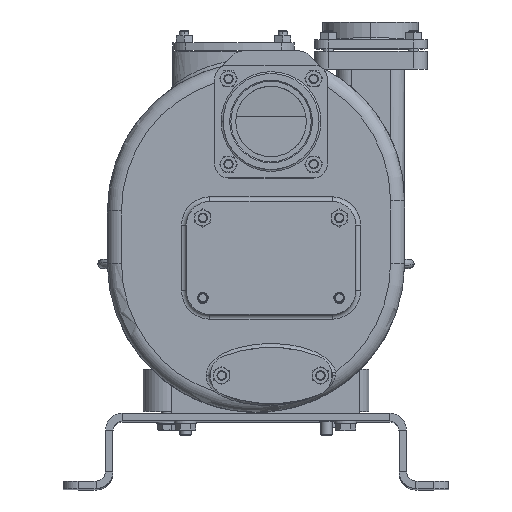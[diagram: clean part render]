
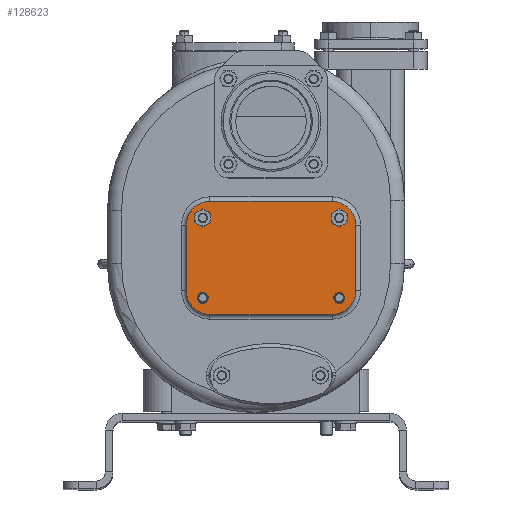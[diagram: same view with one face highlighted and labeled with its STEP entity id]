
A CAD part, top view. The second image highlights one B-rep face of the part: STEP entity #128623.
In plain terms, the highlighted planar face has unit normal (0, 0, 1).
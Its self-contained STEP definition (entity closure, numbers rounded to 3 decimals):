
#28984=CARTESIAN_POINT('',(-49.,130.,176.));
#28985=DIRECTION('',(0.,0.,-1.));
#28986=DIRECTION('',(0.,-1.,0.));
#28987=AXIS2_PLACEMENT_3D('',#28984,#28985,#28986);
#28989=DIRECTION('',(0.,1.,0.));
#28990=VECTOR('',#28989,70.);
#28991=CARTESIAN_POINT('',(-74.,130.,176.));
#28992=LINE('',#28991,#28990);
#28993=CARTESIAN_POINT('',(-49.,200.,176.));
#28994=DIRECTION('',(0.,0.,-1.));
#28995=DIRECTION('',(-1.,0.,0.));
#28996=AXIS2_PLACEMENT_3D('',#28993,#28994,#28995);
#28998=DIRECTION('',(1.,0.,0.));
#28999=VECTOR('',#28998,130.);
#29000=CARTESIAN_POINT('',(-49.,225.,176.));
#29001=LINE('',#29000,#28999);
#29002=CARTESIAN_POINT('',(81.,200.,176.));
#29003=DIRECTION('',(0.,0.,-1.));
#29004=DIRECTION('',(0.,1.,0.));
#29005=AXIS2_PLACEMENT_3D('',#29002,#29003,#29004);
#29007=DIRECTION('',(0.,-1.,0.));
#29008=VECTOR('',#29007,70.);
#29009=CARTESIAN_POINT('',(106.,200.,176.));
#29010=LINE('',#29009,#29008);
#29011=CARTESIAN_POINT('',(81.,130.,176.));
#29012=DIRECTION('',(0.,0.,-1.));
#29013=DIRECTION('',(1.,0.,0.));
#29014=AXIS2_PLACEMENT_3D('',#29011,#29012,#29013);
#29016=DIRECTION('',(-1.,0.,0.));
#29017=VECTOR('',#29016,130.);
#29018=CARTESIAN_POINT('',(81.,105.,176.));
#29019=LINE('',#29018,#29017);
#29020=CARTESIAN_POINT('',(88.5,122.5,176.));
#29021=DIRECTION('',(0.,0.,1.));
#29022=DIRECTION('',(1.,0.,0.));
#29023=AXIS2_PLACEMENT_3D('',#29020,#29021,#29022);
#29025=CARTESIAN_POINT('',(88.5,122.5,176.));
#29026=DIRECTION('',(0.,0.,1.));
#29027=DIRECTION('',(-1.,0.,0.));
#29028=AXIS2_PLACEMENT_3D('',#29025,#29026,#29027);
#29030=CARTESIAN_POINT('',(-56.5,122.5,176.));
#29031=DIRECTION('',(0.,0.,1.));
#29032=DIRECTION('',(1.,0.,0.));
#29033=AXIS2_PLACEMENT_3D('',#29030,#29031,#29032);
#29035=CARTESIAN_POINT('',(-56.5,122.5,176.));
#29036=DIRECTION('',(0.,0.,1.));
#29037=DIRECTION('',(-1.,0.,0.));
#29038=AXIS2_PLACEMENT_3D('',#29035,#29036,#29037);
#29040=CARTESIAN_POINT('',(-56.5,207.5,176.));
#29041=DIRECTION('',(0.,0.,-1.));
#29042=DIRECTION('',(0.5,-0.866,0.));
#29043=AXIS2_PLACEMENT_3D('',#29040,#29041,#29042);
#29045=CARTESIAN_POINT('',(-56.5,207.5,176.));
#29046=DIRECTION('',(0.,0.,-1.));
#29047=DIRECTION('',(1.,0.,0.));
#29048=AXIS2_PLACEMENT_3D('',#29045,#29046,#29047);
#29050=CARTESIAN_POINT('',(-56.5,207.5,176.));
#29051=DIRECTION('',(0.,0.,-1.));
#29052=DIRECTION('',(0.5,0.866,0.));
#29053=AXIS2_PLACEMENT_3D('',#29050,#29051,#29052);
#29055=CARTESIAN_POINT('',(-56.5,207.5,176.));
#29056=DIRECTION('',(0.,0.,-1.));
#29057=DIRECTION('',(-0.5,0.866,0.));
#29058=AXIS2_PLACEMENT_3D('',#29055,#29056,#29057);
#29060=CARTESIAN_POINT('',(-56.5,207.5,176.));
#29061=DIRECTION('',(0.,0.,-1.));
#29062=DIRECTION('',(-1.,0.,0.));
#29063=AXIS2_PLACEMENT_3D('',#29060,#29061,#29062);
#29065=CARTESIAN_POINT('',(-56.5,207.5,176.));
#29066=DIRECTION('',(0.,0.,-1.));
#29067=DIRECTION('',(-0.5,-0.866,0.));
#29068=AXIS2_PLACEMENT_3D('',#29065,#29066,#29067);
#29070=CARTESIAN_POINT('',(88.5,207.5,176.));
#29071=DIRECTION('',(0.,0.,-1.));
#29072=DIRECTION('',(0.5,-0.866,0.));
#29073=AXIS2_PLACEMENT_3D('',#29070,#29071,#29072);
#29075=CARTESIAN_POINT('',(88.5,207.5,176.));
#29076=DIRECTION('',(0.,0.,-1.));
#29077=DIRECTION('',(1.,0.,0.));
#29078=AXIS2_PLACEMENT_3D('',#29075,#29076,#29077);
#29080=CARTESIAN_POINT('',(88.5,207.5,176.));
#29081=DIRECTION('',(0.,0.,-1.));
#29082=DIRECTION('',(0.5,0.866,0.));
#29083=AXIS2_PLACEMENT_3D('',#29080,#29081,#29082);
#29085=CARTESIAN_POINT('',(88.5,207.5,176.));
#29086=DIRECTION('',(0.,0.,-1.));
#29087=DIRECTION('',(-0.5,0.866,0.));
#29088=AXIS2_PLACEMENT_3D('',#29085,#29086,#29087);
#29090=CARTESIAN_POINT('',(88.5,207.5,176.));
#29091=DIRECTION('',(0.,0.,-1.));
#29092=DIRECTION('',(-1.,0.,0.));
#29093=AXIS2_PLACEMENT_3D('',#29090,#29091,#29092);
#29095=CARTESIAN_POINT('',(88.5,207.5,176.));
#29096=DIRECTION('',(0.,0.,-1.));
#29097=DIRECTION('',(-0.5,-0.866,0.));
#29098=AXIS2_PLACEMENT_3D('',#29095,#29096,#29097);
#94361=CARTESIAN_POINT('',(94.25,122.5,176.));
#94362=CARTESIAN_POINT('',(82.75,122.5,176.));
#94363=VERTEX_POINT('',#94361);
#94364=VERTEX_POINT('',#94362);
#94365=CARTESIAN_POINT('',(-50.75,122.5,176.));
#94366=CARTESIAN_POINT('',(-62.25,122.5,176.));
#94367=VERTEX_POINT('',#94365);
#94368=VERTEX_POINT('',#94366);
#94369=CARTESIAN_POINT('',(-49.,105.,176.));
#94370=CARTESIAN_POINT('',(-74.,130.,176.));
#94371=VERTEX_POINT('',#94369);
#94372=VERTEX_POINT('',#94370);
#94373=CARTESIAN_POINT('',(-74.,200.,176.));
#94374=VERTEX_POINT('',#94373);
#94375=CARTESIAN_POINT('',(-49.,225.,176.));
#94376=VERTEX_POINT('',#94375);
#94377=CARTESIAN_POINT('',(81.,225.,176.));
#94378=VERTEX_POINT('',#94377);
#94379=CARTESIAN_POINT('',(106.,200.,176.));
#94380=VERTEX_POINT('',#94379);
#94381=CARTESIAN_POINT('',(106.,130.,176.));
#94382=VERTEX_POINT('',#94381);
#94383=CARTESIAN_POINT('',(81.,105.,176.));
#94384=VERTEX_POINT('',#94383);
#94417=CARTESIAN_POINT('',(-52.25,200.139,176.));
#94418=CARTESIAN_POINT('',(-60.75,200.139,176.));
#94419=VERTEX_POINT('',#94417);
#94420=VERTEX_POINT('',#94418);
#94421=CARTESIAN_POINT('',(-65.,207.5,176.));
#94422=VERTEX_POINT('',#94421);
#94423=CARTESIAN_POINT('',(-60.75,214.861,176.));
#94424=VERTEX_POINT('',#94423);
#94425=CARTESIAN_POINT('',(-52.25,214.861,176.));
#94426=VERTEX_POINT('',#94425);
#94427=CARTESIAN_POINT('',(-48.,207.5,176.));
#94428=VERTEX_POINT('',#94427);
#94465=CARTESIAN_POINT('',(92.75,200.139,176.));
#94466=CARTESIAN_POINT('',(84.25,200.139,176.));
#94467=VERTEX_POINT('',#94465);
#94468=VERTEX_POINT('',#94466);
#94469=CARTESIAN_POINT('',(80.,207.5,176.));
#94470=VERTEX_POINT('',#94469);
#94471=CARTESIAN_POINT('',(84.25,214.861,176.));
#94472=VERTEX_POINT('',#94471);
#94473=CARTESIAN_POINT('',(92.75,214.861,176.));
#94474=VERTEX_POINT('',#94473);
#94475=CARTESIAN_POINT('',(97.,207.5,176.));
#94476=VERTEX_POINT('',#94475);
#128568=CARTESIAN_POINT('',(16.,165.,176.));
#128569=DIRECTION('',(0.,0.,-1.));
#128570=DIRECTION('',(1.,0.,0.));
#128571=AXIS2_PLACEMENT_3D('',#128568,#128569,#128570);
#128572=PLANE('',#128571);
#128573=ORIENTED_EDGE('',*,*,#128464,.T.);
#128574=ORIENTED_EDGE('',*,*,#128479,.T.);
#128575=ORIENTED_EDGE('',*,*,#128493,.T.);
#128576=ORIENTED_EDGE('',*,*,#128507,.T.);
#128577=ORIENTED_EDGE('',*,*,#128521,.T.);
#128578=ORIENTED_EDGE('',*,*,#128535,.T.);
#128579=ORIENTED_EDGE('',*,*,#128549,.T.);
#128580=ORIENTED_EDGE('',*,*,#128562,.T.);
#128581=EDGE_LOOP('',(#128573,#128574,#128575,#128576,#128577,#128578,#128579,
#128580));
#128582=FACE_OUTER_BOUND('',#128581,.F.);
#128584=ORIENTED_EDGE('',*,*,#128583,.T.);
#128586=ORIENTED_EDGE('',*,*,#128585,.T.);
#128587=EDGE_LOOP('',(#128584,#128586));
#128588=FACE_BOUND('',#128587,.F.);
#128590=ORIENTED_EDGE('',*,*,#128589,.T.);
#128592=ORIENTED_EDGE('',*,*,#128591,.T.);
#128593=EDGE_LOOP('',(#128590,#128592));
#128594=FACE_BOUND('',#128593,.F.);
#128596=ORIENTED_EDGE('',*,*,#128595,.F.);
#128598=ORIENTED_EDGE('',*,*,#128597,.F.);
#128600=ORIENTED_EDGE('',*,*,#128599,.F.);
#128602=ORIENTED_EDGE('',*,*,#128601,.F.);
#128604=ORIENTED_EDGE('',*,*,#128603,.F.);
#128606=ORIENTED_EDGE('',*,*,#128605,.F.);
#128607=EDGE_LOOP('',(#128596,#128598,#128600,#128602,#128604,#128606));
#128608=FACE_BOUND('',#128607,.F.);
#128610=ORIENTED_EDGE('',*,*,#128609,.F.);
#128612=ORIENTED_EDGE('',*,*,#128611,.F.);
#128614=ORIENTED_EDGE('',*,*,#128613,.F.);
#128616=ORIENTED_EDGE('',*,*,#128615,.F.);
#128618=ORIENTED_EDGE('',*,*,#128617,.F.);
#128620=ORIENTED_EDGE('',*,*,#128619,.F.);
#128621=EDGE_LOOP('',(#128610,#128612,#128614,#128616,#128618,#128620));
#128622=FACE_BOUND('',#128621,.F.);
#128623=ADVANCED_FACE('',(#128582,#128588,#128594,#128608,#128622),#128572,.F.);
#28988=CIRCLE('',#28987,25.);
#28997=CIRCLE('',#28996,25.);
#29006=CIRCLE('',#29005,25.);
#29015=CIRCLE('',#29014,25.);
#29024=CIRCLE('',#29023,5.75);
#29029=CIRCLE('',#29028,5.75);
#29034=CIRCLE('',#29033,5.75);
#29039=CIRCLE('',#29038,5.75);
#29044=CIRCLE('',#29043,8.5);
#29049=CIRCLE('',#29048,8.5);
#29054=CIRCLE('',#29053,8.5);
#29059=CIRCLE('',#29058,8.5);
#29064=CIRCLE('',#29063,8.5);
#29069=CIRCLE('',#29068,8.5);
#29074=CIRCLE('',#29073,8.5);
#29079=CIRCLE('',#29078,8.5);
#29084=CIRCLE('',#29083,8.5);
#29089=CIRCLE('',#29088,8.5);
#29094=CIRCLE('',#29093,8.5);
#29099=CIRCLE('',#29098,8.5);
#128464=EDGE_CURVE('',#94371,#94372,#28988,.T.);
#128479=EDGE_CURVE('',#94372,#94374,#28992,.T.);
#128493=EDGE_CURVE('',#94374,#94376,#28997,.T.);
#128507=EDGE_CURVE('',#94376,#94378,#29001,.T.);
#128521=EDGE_CURVE('',#94378,#94380,#29006,.T.);
#128535=EDGE_CURVE('',#94380,#94382,#29010,.T.);
#128549=EDGE_CURVE('',#94382,#94384,#29015,.T.);
#128562=EDGE_CURVE('',#94384,#94371,#29019,.T.);
#128583=EDGE_CURVE('',#94363,#94364,#29024,.T.);
#128585=EDGE_CURVE('',#94364,#94363,#29029,.T.);
#128589=EDGE_CURVE('',#94367,#94368,#29034,.T.);
#128591=EDGE_CURVE('',#94368,#94367,#29039,.T.);
#128595=EDGE_CURVE('',#94419,#94420,#29044,.T.);
#128597=EDGE_CURVE('',#94428,#94419,#29049,.T.);
#128599=EDGE_CURVE('',#94426,#94428,#29054,.T.);
#128601=EDGE_CURVE('',#94424,#94426,#29059,.T.);
#128603=EDGE_CURVE('',#94422,#94424,#29064,.T.);
#128605=EDGE_CURVE('',#94420,#94422,#29069,.T.);
#128609=EDGE_CURVE('',#94467,#94468,#29074,.T.);
#128611=EDGE_CURVE('',#94476,#94467,#29079,.T.);
#128613=EDGE_CURVE('',#94474,#94476,#29084,.T.);
#128615=EDGE_CURVE('',#94472,#94474,#29089,.T.);
#128617=EDGE_CURVE('',#94470,#94472,#29094,.T.);
#128619=EDGE_CURVE('',#94468,#94470,#29099,.T.);
